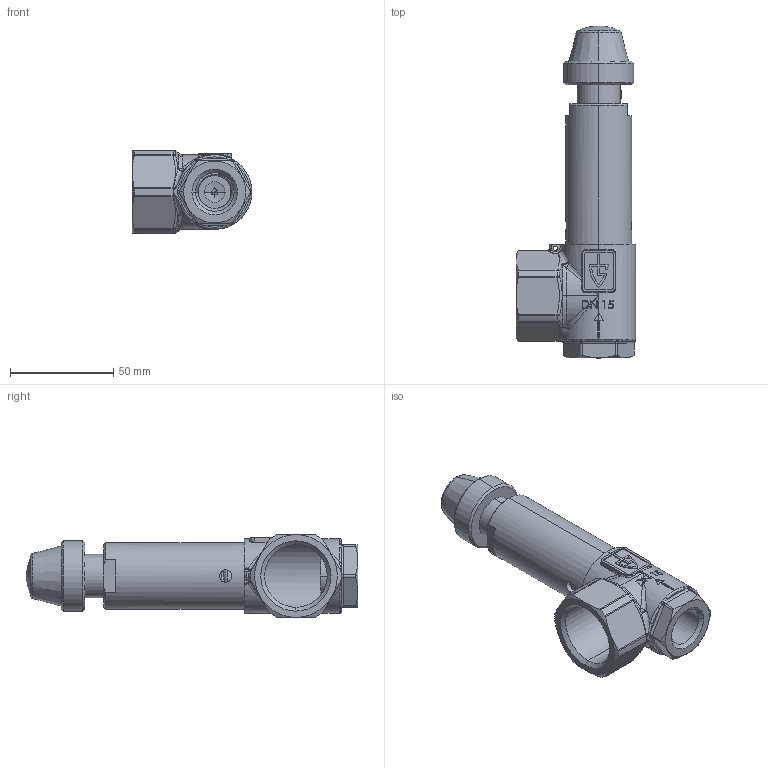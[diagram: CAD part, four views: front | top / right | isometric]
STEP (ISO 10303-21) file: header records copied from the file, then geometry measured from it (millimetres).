
FILE_DESCRIPTION (( 'STEP AP214' ), '1' );
FILE_NAME ('851bXK_15_FF_1525 HD.STEP', '2019-08-23T07:53:05', ( '' ), ( '' ), 'SwSTEP 2.0', 'SolidWorks 2018', '' );
FILE_SCHEMA (( 'AUTOMOTIVE_DESIGN' ));
Length unit declared in the file: millimetre
Products named in the file (1): 851bXK_15_FF_1525 HD
Bounding box: 58 x 160.5 x 40 mm (x, y, z)
Surface area: 33139.7 mm2 (no closed solid volume)
Topology: 0 solids, 6 shells, 547 faces, 1578 edges, 999 vertices
Faces by surface type: bspline 184, plane 152, cylinder 121, cone 38, torus 36, sphere 16
Entity records: 33616 total; most frequent: CARTESIAN_POINT 14976, ORIENTED_EDGE 2882, DIRECTION 2151, EDGE_CURVE 1570, VERTEX_POINT 999, AXIS2_PLACEMENT_3D 804, EDGE_LOOP 577, UNCERTAINTY_MEASURE_WITH_UNIT 549
